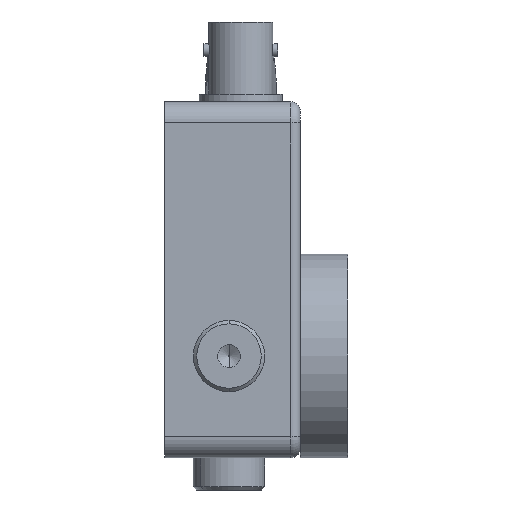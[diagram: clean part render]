
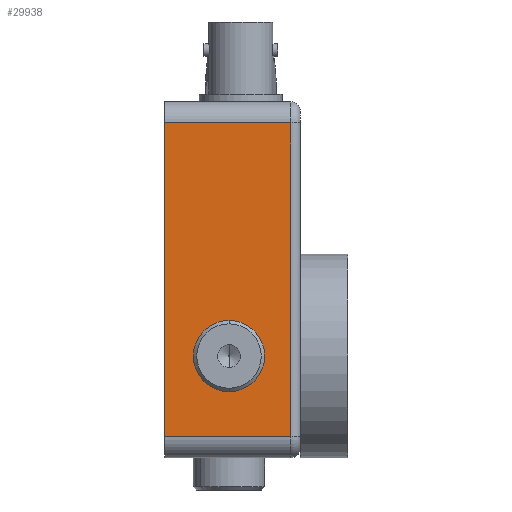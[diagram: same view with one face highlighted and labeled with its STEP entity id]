
A CAD part, left-side view. The second image highlights one B-rep face of the part: STEP entity #29938.
In plain terms, the highlighted planar face has unit normal (-1, 0, 0).
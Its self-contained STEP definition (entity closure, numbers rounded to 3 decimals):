
#29665 = ORIENTED_EDGE ( 'NONE', *, *, #29940, .T. ) ;
#29847 = EDGE_LOOP ( 'NONE', ( #30003, #29925 ) ) ;
#29877 = VERTEX_POINT ( 'NONE', #199994 ) ;
#29888 = VERTEX_POINT ( 'NONE', #200001 ) ;
#29925 = ORIENTED_EDGE ( 'NONE', *, *, #54410, .F. ) ;
#29928 = VERTEX_POINT ( 'NONE', #200179 ) ;
#29932 = EDGE_CURVE ( 'NONE', #29888, #29877, #200171, .T. ) ;
#29938 = ADVANCED_FACE ( 'NONE', ( #200250, #200155 ), #200185, .F. ) ;
#29940 = EDGE_CURVE ( 'NONE', #29928, #29888, #200319, .T. ) ;
#29957 = EDGE_LOOP ( 'NONE', ( #29665, #29972, #29983, #29992 ) ) ;
#29958 = VERTEX_POINT ( 'NONE', #200447 ) ;
#29972 = ORIENTED_EDGE ( 'NONE', *, *, #29932, .T. ) ;
#29977 = EDGE_CURVE ( 'NONE', #29877, #29958, #200498, .T. ) ;
#29983 = ORIENTED_EDGE ( 'NONE', *, *, #29977, .T. ) ;
#29985 = EDGE_CURVE ( 'NONE', #29958, #29928, #200574, .T. ) ;
#29992 = ORIENTED_EDGE ( 'NONE', *, *, #29985, .T. ) ;
#30001 = EDGE_CURVE ( 'NONE', #54650, #58594, #200558, .T. ) ;
#30003 = ORIENTED_EDGE ( 'NONE', *, *, #30001, .F. ) ;
#54410 = EDGE_CURVE ( 'NONE', #58594, #54650, #74965, .T. ) ;
#54650 = VERTEX_POINT ( 'NONE', #76040 ) ;
#58594 = VERTEX_POINT ( 'NONE', #92169 ) ;
#74941 = AXIS2_PLACEMENT_3D ( 'NONE', #74981, #75051, #75049 ) ;
#74965 = CIRCLE ( 'NONE', #74941, 2.925 ) ;
#74981 = CARTESIAN_POINT ( 'NONE',  ( -13.052, -32.015, -22.504 ) ) ;
#75049 = DIRECTION ( 'NONE',  ( 0., 1., 0. ) ) ;
#75051 = DIRECTION ( 'NONE',  ( -1., 0., 0. ) ) ;
#76040 = CARTESIAN_POINT ( 'NONE',  ( -13.052, -29.09, -22.504 ) ) ;
#92169 = CARTESIAN_POINT ( 'NONE',  ( -13.052, -34.94, -22.504 ) ) ;
#199994 = CARTESIAN_POINT ( 'NONE',  ( -13.052, -41.286, 12.421 ) ) ;
#200001 = CARTESIAN_POINT ( 'NONE',  ( -13.052, -41.286, -34.569 ) ) ;
#200142 = AXIS2_PLACEMENT_3D ( 'NONE', #200206, #200205, #200325 ) ;
#200145 = DIRECTION ( 'NONE',  ( 0., 0., 1. ) ) ;
#200148 = VECTOR ( 'NONE', #200145, 1000. ) ;
#200155 = FACE_OUTER_BOUND ( 'NONE', #29957, .T. ) ;
#200171 = LINE ( 'NONE', #200178, #200148 ) ;
#200178 = CARTESIAN_POINT ( 'NONE',  ( -13.052, -41.286, 15.596 ) ) ;
#200179 = CARTESIAN_POINT ( 'NONE',  ( -13.052, -22.363, -34.569 ) ) ;
#200185 = PLANE ( 'NONE',  #200142 ) ;
#200205 = DIRECTION ( 'NONE',  ( 1., 0., 0. ) ) ;
#200206 = CARTESIAN_POINT ( 'NONE',  ( -13.052, -42.683, 15.596 ) ) ;
#200208 = CARTESIAN_POINT ( 'NONE',  ( -13.052, -42.683, -34.569 ) ) ;
#200250 = FACE_BOUND ( 'NONE', #29847, .T. ) ;
#200317 = DIRECTION ( 'NONE',  ( 0., -1., 0. ) ) ;
#200318 = VECTOR ( 'NONE', #200317, 1000. ) ;
#200319 = LINE ( 'NONE', #200208, #200318 ) ;
#200325 = DIRECTION ( 'NONE',  ( 0., -1., 0. ) ) ;
#200444 = DIRECTION ( 'NONE',  ( 0., 1., 0. ) ) ;
#200445 = CARTESIAN_POINT ( 'NONE',  ( -13.052, -42.683, 12.421 ) ) ;
#200447 = CARTESIAN_POINT ( 'NONE',  ( -13.052, -22.363, 12.421 ) ) ;
#200473 = VECTOR ( 'NONE', #200444, 1000. ) ;
#200478 = DIRECTION ( 'NONE',  ( 0., 0., -1. ) ) ;
#200490 = VECTOR ( 'NONE', #200478, 1000. ) ;
#200492 = CARTESIAN_POINT ( 'NONE',  ( -13.052, -22.363, 15.596 ) ) ;
#200498 = LINE ( 'NONE', #200445, #200473 ) ;
#200529 = CARTESIAN_POINT ( 'NONE',  ( -13.052, -32.015, -22.504 ) ) ;
#200558 = CIRCLE ( 'NONE', #200634, 2.925 ) ;
#200574 = LINE ( 'NONE', #200492, #200490 ) ;
#200608 = DIRECTION ( 'NONE',  ( 0., 1., 0. ) ) ;
#200631 = DIRECTION ( 'NONE',  ( -1., 0., 0. ) ) ;
#200634 = AXIS2_PLACEMENT_3D ( 'NONE', #200529, #200631, #200608 ) ;
